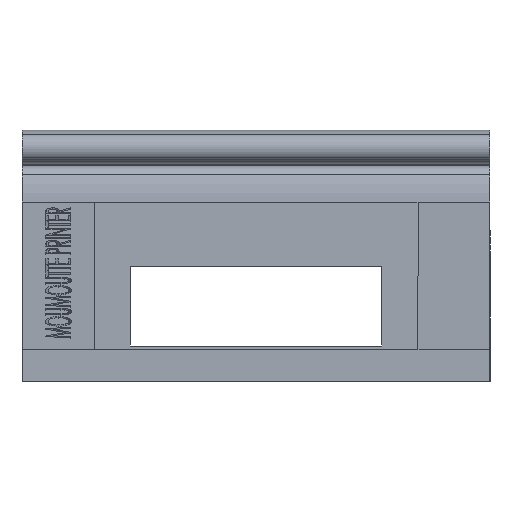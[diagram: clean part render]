
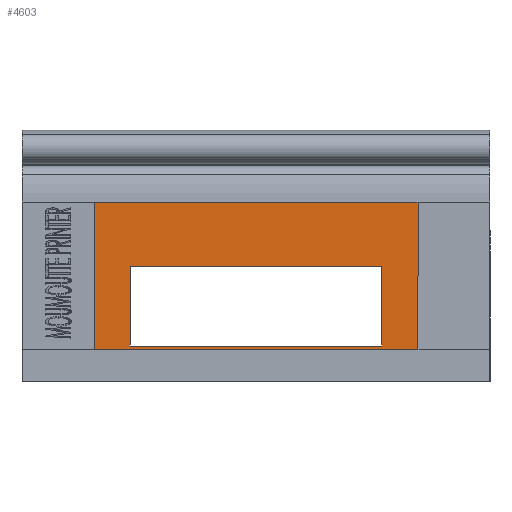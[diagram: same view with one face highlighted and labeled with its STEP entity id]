
A CAD part, left-side view. The second image highlights one B-rep face of the part: STEP entity #4603.
In plain terms, the highlighted planar face has unit normal (-1, 0, 0).
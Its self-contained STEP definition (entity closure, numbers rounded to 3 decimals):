
#103 = DIRECTION ( 'NONE',  ( 0., 1., 0. ) ) ;
#110 = VERTEX_POINT ( 'NONE', #9752 ) ;
#435 = EDGE_CURVE ( 'NONE', #11210, #7205, #7008, .T. ) ;
#461 = CARTESIAN_POINT ( 'NONE',  ( 0., 0., -30.5 ) ) ;
#486 = LINE ( 'NONE', #10398, #10242 ) ;
#585 = EDGE_CURVE ( 'NONE', #9112, #7259, #9231, .T. ) ;
#607 = DIRECTION ( 'NONE',  ( 0., 0., 1. ) ) ;
#846 = PLANE ( 'NONE',  #10611 ) ;
#869 = EDGE_CURVE ( 'NONE', #7259, #110, #486, .T. ) ;
#1048 = CARTESIAN_POINT ( 'NONE',  ( 0., 10., -30.5 ) ) ;
#1061 = ORIENTED_EDGE ( 'NONE', *, *, #7469, .T. ) ;
#1177 = EDGE_LOOP ( 'NONE', ( #1061, #11221, #1537, #4716 ) ) ;
#1491 = VECTOR ( 'NONE', #103, 1000. ) ;
#1537 = ORIENTED_EDGE ( 'NONE', *, *, #6884, .T. ) ;
#2463 = LINE ( 'NONE', #8009, #3952 ) ;
#2560 = CARTESIAN_POINT ( 'NONE',  ( 0., 65., -10. ) ) ;
#2754 = DIRECTION ( 'NONE',  ( 1., 0., 0. ) ) ;
#2984 = VECTOR ( 'NONE', #9234, 1000. ) ;
#3543 = VECTOR ( 'NONE', #6409, 1000. ) ;
#3739 = CARTESIAN_POINT ( 'NONE',  ( 0., 65., 0. ) ) ;
#3829 = DIRECTION ( 'NONE',  ( 0., 0., -1. ) ) ;
#3952 = VECTOR ( 'NONE', #607, 1000. ) ;
#3978 = ORIENTED_EDGE ( 'NONE', *, *, #869, .T. ) ;
#4060 = VECTOR ( 'NONE', #5149, 1000. ) ;
#4418 = FACE_OUTER_BOUND ( 'NONE', #1177, .T. ) ;
#4603 = ADVANCED_FACE ( 'NONE', ( #11815, #4418 ), #846, .F. ) ;
#4716 = ORIENTED_EDGE ( 'NONE', *, *, #5030, .F. ) ;
#4816 = CARTESIAN_POINT ( 'NONE',  ( 0., 15., -19. ) ) ;
#5030 = EDGE_CURVE ( 'NONE', #10213, #11578, #10636, .T. ) ;
#5149 = DIRECTION ( 'NONE',  ( 0., -1., 0. ) ) ;
#5273 = VERTEX_POINT ( 'NONE', #8581 ) ;
#5380 = CARTESIAN_POINT ( 'NONE',  ( 0., 50., -30. ) ) ;
#5643 = CARTESIAN_POINT ( 'NONE',  ( 0., 10., -30.5 ) ) ;
#5925 = ORIENTED_EDGE ( 'NONE', *, *, #6438, .T. ) ;
#6069 = LINE ( 'NONE', #5380, #2984 ) ;
#6409 = DIRECTION ( 'NONE',  ( 0., 0., 1. ) ) ;
#6438 = EDGE_CURVE ( 'NONE', #110, #5273, #6069, .T. ) ;
#6595 = DIRECTION ( 'NONE',  ( 0., 0., 1. ) ) ;
#6815 = LINE ( 'NONE', #7550, #1491 ) ;
#6884 = EDGE_CURVE ( 'NONE', #7205, #11578, #6815, .T. ) ;
#7008 = LINE ( 'NONE', #5643, #9381 ) ;
#7205 = VERTEX_POINT ( 'NONE', #7326 ) ;
#7259 = VERTEX_POINT ( 'NONE', #4816 ) ;
#7326 = CARTESIAN_POINT ( 'NONE',  ( 0., 10., -10. ) ) ;
#7469 = EDGE_CURVE ( 'NONE', #10213, #11210, #8123, .T. ) ;
#7550 = CARTESIAN_POINT ( 'NONE',  ( 0., 65., -10. ) ) ;
#8009 = CARTESIAN_POINT ( 'NONE',  ( 0., 50., -19. ) ) ;
#8123 = LINE ( 'NONE', #461, #10175 ) ;
#8363 = CARTESIAN_POINT ( 'NONE',  ( 0., 65., -30.5 ) ) ;
#8581 = CARTESIAN_POINT ( 'NONE',  ( 0., 50., -30. ) ) ;
#9047 = ORIENTED_EDGE ( 'NONE', *, *, #9918, .T. ) ;
#9112 = VERTEX_POINT ( 'NONE', #9191 ) ;
#9191 = CARTESIAN_POINT ( 'NONE',  ( 0., 50., -19. ) ) ;
#9231 = LINE ( 'NONE', #9831, #4060 ) ;
#9234 = DIRECTION ( 'NONE',  ( 0., 1., 0. ) ) ;
#9254 = ORIENTED_EDGE ( 'NONE', *, *, #585, .T. ) ;
#9381 = VECTOR ( 'NONE', #6595, 1000. ) ;
#9752 = CARTESIAN_POINT ( 'NONE',  ( 0., 15., -30. ) ) ;
#9831 = CARTESIAN_POINT ( 'NONE',  ( 0., 50., -19. ) ) ;
#9918 = EDGE_CURVE ( 'NONE', #5273, #9112, #2463, .T. ) ;
#10175 = VECTOR ( 'NONE', #11811, 1000. ) ;
#10213 = VERTEX_POINT ( 'NONE', #8363 ) ;
#10242 = VECTOR ( 'NONE', #3829, 1000. ) ;
#10398 = CARTESIAN_POINT ( 'NONE',  ( 0., 15., -19. ) ) ;
#10461 = EDGE_LOOP ( 'NONE', ( #9047, #9254, #3978, #5925 ) ) ;
#10611 = AXIS2_PLACEMENT_3D ( 'NONE', #3739, #2754, #11295 ) ;
#10636 = LINE ( 'NONE', #12059, #3543 ) ;
#11210 = VERTEX_POINT ( 'NONE', #1048 ) ;
#11221 = ORIENTED_EDGE ( 'NONE', *, *, #435, .T. ) ;
#11295 = DIRECTION ( 'NONE',  ( 0., 0., -1. ) ) ;
#11578 = VERTEX_POINT ( 'NONE', #2560 ) ;
#11811 = DIRECTION ( 'NONE',  ( 0., -1., 0. ) ) ;
#11815 = FACE_BOUND ( 'NONE', #10461, .T. ) ;
#12059 = CARTESIAN_POINT ( 'NONE',  ( 0., 65., 0. ) ) ;
